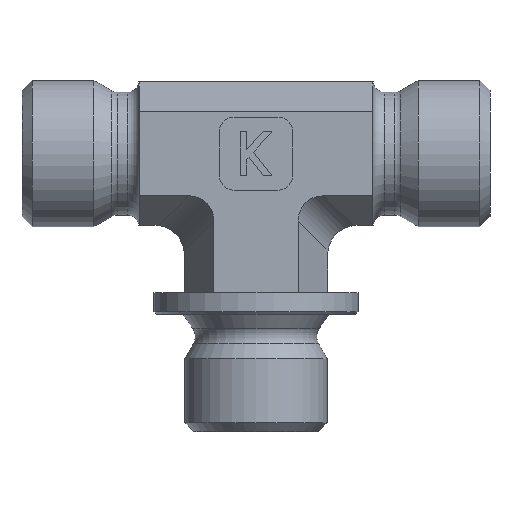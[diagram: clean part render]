
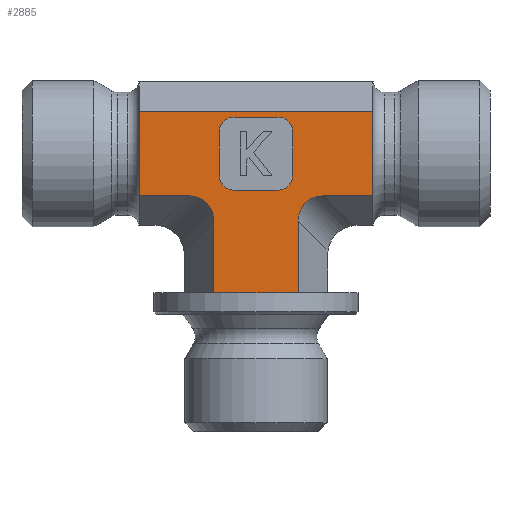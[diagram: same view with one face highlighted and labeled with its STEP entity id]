
A CAD part, left-side view. The second image highlights one B-rep face of the part: STEP entity #2885.
In plain terms, the highlighted planar face has unit normal (-1, 0, 0).
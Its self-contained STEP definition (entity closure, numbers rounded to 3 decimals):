
#404=CARTESIAN_POINT('',(-24.885,17.544,9.5));
#405=VERTEX_POINT('',#404);
#750=CARTESIAN_POINT('',(-24.885,17.544,12.387));
#751=VERTEX_POINT('',#750);
#759=CARTESIAN_POINT('',(-24.885,17.544,12.387));
#760=DIRECTION('',(0.0,0.0,-1.0));
#761=VECTOR('',#760,2.887);
#762=LINE('',#759,#761);
#763=EDGE_CURVE('',#751,#405,#762,.T.);
#773=CARTESIAN_POINT('',(-24.885,17.544,6.613));
#774=VERTEX_POINT('',#773);
#781=CARTESIAN_POINT('',(-24.885,17.544,9.5));
#782=DIRECTION('',(0.0,0.0,-1.0));
#783=VECTOR('',#782,2.887);
#784=LINE('',#781,#783);
#785=EDGE_CURVE('',#405,#774,#784,.T.);
#1104=CARTESIAN_POINT('',(-24.885,1.544,12.387));
#1105=VERTEX_POINT('',#1104);
#1106=CARTESIAN_POINT('',(-24.885,17.544,12.387));
#1107=DIRECTION('',(0.0,-1.0,0.0));
#1108=VECTOR('',#1107,16.0);
#1109=LINE('',#1106,#1108);
#1110=EDGE_CURVE('',#751,#1105,#1109,.T.);
#1334=CARTESIAN_POINT('',(-24.885,1.544,9.5));
#1335=VERTEX_POINT('',#1334);
#1559=CARTESIAN_POINT('',(-24.885,1.544,6.613));
#1560=VERTEX_POINT('',#1559);
#1568=CARTESIAN_POINT('',(-24.885,1.544,6.613));
#1569=DIRECTION('',(0.0,0.0,1.0));
#1570=VECTOR('',#1569,2.887);
#1571=LINE('',#1568,#1570);
#1572=EDGE_CURVE('',#1560,#1335,#1571,.T.);
#1583=CARTESIAN_POINT('',(-24.885,1.544,9.5));
#1584=DIRECTION('',(0.0,0.0,1.0));
#1585=VECTOR('',#1584,2.887);
#1586=LINE('',#1583,#1585);
#1587=EDGE_CURVE('',#1335,#1105,#1586,.T.);
#1718=CARTESIAN_POINT('',(-24.885,4.925,6.613));
#1719=VERTEX_POINT('',#1718);
#1720=CARTESIAN_POINT('',(-24.885,4.925,6.613));
#1721=DIRECTION('',(0.0,-1.0,0.0));
#1722=VECTOR('',#1721,3.381);
#1723=LINE('',#1720,#1722);
#1724=EDGE_CURVE('',#1719,#1560,#1723,.T.);
#2233=CARTESIAN_POINT('',(-24.885,12.431,4.881));
#2234=VERTEX_POINT('',#2233);
#2235=CARTESIAN_POINT('',(-24.885,14.163,6.613));
#2236=VERTEX_POINT('',#2235);
#2237=CARTESIAN_POINT('',(-24.885,14.74,4.304));
#2238=DIRECTION('',(-1.0,0.0,0.0));
#2239=DIRECTION('',(0.0,-0.707,0.707));
#2240=AXIS2_PLACEMENT_3D('',#2237,#2238,#2239);
#2241=ELLIPSE('',#2240,2.582,2.0);
#2242=EDGE_CURVE('',#2234,#2236,#2241,.T.);
#2283=CARTESIAN_POINT('',(-24.885,14.163,6.613));
#2284=DIRECTION('',(0.0,1.0,0.0));
#2285=VECTOR('',#2284,3.381);
#2286=LINE('',#2283,#2285);
#2287=EDGE_CURVE('',#2236,#774,#2286,.T.);
#2309=CARTESIAN_POINT('',(-24.885,8.044,7.));
#2310=VERTEX_POINT('',#2309);
#2317=CARTESIAN_POINT('',(-24.885,7.044,8.));
#2318=VERTEX_POINT('',#2317);
#2319=CARTESIAN_POINT('',(-24.885,8.044,8.));
#2320=DIRECTION('',(-1.0,0.0,0.0));
#2321=DIRECTION('',(0.0,-0.707,-0.707));
#2322=AXIS2_PLACEMENT_3D('',#2319,#2320,#2321);
#2323=CIRCLE('',#2322,1.0);
#2324=EDGE_CURVE('',#2310,#2318,#2323,.T.);
#2349=CARTESIAN_POINT('',(-24.885,11.044,7.));
#2350=VERTEX_POINT('',#2349);
#2357=CARTESIAN_POINT('',(-24.885,8.044,7.));
#2358=DIRECTION('',(0.0,1.0,0.0));
#2359=VECTOR('',#2358,3.0);
#2360=LINE('',#2357,#2359);
#2361=EDGE_CURVE('',#2310,#2350,#2360,.T.);
#2380=CARTESIAN_POINT('',(-24.885,12.044,8.));
#2381=VERTEX_POINT('',#2380);
#2388=CARTESIAN_POINT('',(-24.885,11.044,8.));
#2389=DIRECTION('',(-1.0,0.0,0.0));
#2390=DIRECTION('',(0.0,0.707,-0.707));
#2391=AXIS2_PLACEMENT_3D('',#2388,#2389,#2390);
#2392=CIRCLE('',#2391,1.0);
#2393=EDGE_CURVE('',#2381,#2350,#2392,.T.);
#2413=CARTESIAN_POINT('',(-24.885,12.044,11.));
#2414=VERTEX_POINT('',#2413);
#2421=CARTESIAN_POINT('',(-24.885,12.044,8.));
#2422=DIRECTION('',(0.0,0.0,1.0));
#2423=VECTOR('',#2422,3.);
#2424=LINE('',#2421,#2423);
#2425=EDGE_CURVE('',#2381,#2414,#2424,.T.);
#2444=CARTESIAN_POINT('',(-24.885,11.044,12.));
#2445=VERTEX_POINT('',#2444);
#2452=CARTESIAN_POINT('',(-24.885,11.044,11.));
#2453=DIRECTION('',(-1.0,0.0,0.0));
#2454=DIRECTION('',(0.0,0.707,0.707));
#2455=AXIS2_PLACEMENT_3D('',#2452,#2453,#2454);
#2456=CIRCLE('',#2455,1.0);
#2457=EDGE_CURVE('',#2445,#2414,#2456,.T.);
#2477=CARTESIAN_POINT('',(-24.885,8.044,12.));
#2478=VERTEX_POINT('',#2477);
#2485=CARTESIAN_POINT('',(-24.885,11.044,12.));
#2486=DIRECTION('',(0.0,-1.0,0.0));
#2487=VECTOR('',#2486,3.0);
#2488=LINE('',#2485,#2487);
#2489=EDGE_CURVE('',#2445,#2478,#2488,.T.);
#2508=CARTESIAN_POINT('',(-24.885,7.044,11.));
#2509=VERTEX_POINT('',#2508);
#2516=CARTESIAN_POINT('',(-24.885,8.044,11.));
#2517=DIRECTION('',(-1.0,0.0,0.0));
#2518=DIRECTION('',(0.0,-0.707,0.707));
#2519=AXIS2_PLACEMENT_3D('',#2516,#2517,#2518);
#2520=CIRCLE('',#2519,1.0);
#2521=EDGE_CURVE('',#2509,#2478,#2520,.T.);
#2568=CARTESIAN_POINT('',(-24.885,7.044,11.));
#2569=DIRECTION('',(0.0,0.0,-1.0));
#2570=VECTOR('',#2569,3.);
#2571=LINE('',#2568,#2570);
#2572=EDGE_CURVE('',#2509,#2318,#2571,.T.);
#2589=CARTESIAN_POINT('',(-24.885,12.431,0.0));
#2590=VERTEX_POINT('',#2589);
#2628=CARTESIAN_POINT('',(-24.885,6.657,0.0));
#2629=VERTEX_POINT('',#2628);
#2636=CARTESIAN_POINT('',(-24.885,12.431,0.0));
#2637=DIRECTION('',(0.0,-1.0,0.0));
#2638=VECTOR('',#2637,5.774);
#2639=LINE('',#2636,#2638);
#2640=EDGE_CURVE('',#2590,#2629,#2639,.T.);
#2669=CARTESIAN_POINT('',(-24.885,12.431,0.0));
#2670=DIRECTION('',(0.0,0.0,1.0));
#2671=VECTOR('',#2670,4.881);
#2672=LINE('',#2669,#2671);
#2673=EDGE_CURVE('',#2590,#2234,#2672,.T.);
#2784=CARTESIAN_POINT('',(-24.885,6.657,4.881));
#2785=VERTEX_POINT('',#2784);
#2786=CARTESIAN_POINT('',(-24.885,4.348,4.304));
#2787=DIRECTION('',(-1.0,0.0,0.0));
#2788=DIRECTION('',(0.0,0.707,0.707));
#2789=AXIS2_PLACEMENT_3D('',#2786,#2787,#2788);
#2790=ELLIPSE('',#2789,2.582,2.0);
#2791=EDGE_CURVE('',#1719,#2785,#2790,.T.);
#2844=CARTESIAN_POINT('',(-24.885,6.657,0.0));
#2845=DIRECTION('',(0.0,0.0,1.0));
#2846=VECTOR('',#2845,4.881);
#2847=LINE('',#2844,#2846);
#2848=EDGE_CURVE('',#2629,#2785,#2847,.T.);
#2856=CARTESIAN_POINT('',(-24.885,6.657,0.0));
#2857=DIRECTION('',(-1.0,0.0,0.0));
#2858=DIRECTION('',(0.0,0.0,1.0));
#2859=AXIS2_PLACEMENT_3D('',#2856,#2857,#2858);
#2860=PLANE('',#2859);
#2861=ORIENTED_EDGE('',*,*,#785,.T.);
#2862=ORIENTED_EDGE('',*,*,#2287,.F.);
#2863=ORIENTED_EDGE('',*,*,#2242,.F.);
#2864=ORIENTED_EDGE('',*,*,#2673,.F.);
#2865=ORIENTED_EDGE('',*,*,#2640,.T.);
#2866=ORIENTED_EDGE('',*,*,#2848,.T.);
#2867=ORIENTED_EDGE('',*,*,#2791,.F.);
#2868=ORIENTED_EDGE('',*,*,#1724,.T.);
#2869=ORIENTED_EDGE('',*,*,#1572,.T.);
#2870=ORIENTED_EDGE('',*,*,#1587,.T.);
#2871=ORIENTED_EDGE('',*,*,#1110,.F.);
#2872=ORIENTED_EDGE('',*,*,#763,.T.);
#2873=EDGE_LOOP('',(#2861,#2862,#2863,#2864,#2865,#2866,#2867,#2868,#2869,#2870,#2871,#2872));
#2874=FACE_OUTER_BOUND('',#2873,.T.);
#2875=ORIENTED_EDGE('',*,*,#2489,.T.);
#2876=ORIENTED_EDGE('',*,*,#2521,.F.);
#2877=ORIENTED_EDGE('',*,*,#2572,.T.);
#2878=ORIENTED_EDGE('',*,*,#2324,.F.);
#2879=ORIENTED_EDGE('',*,*,#2361,.T.);
#2880=ORIENTED_EDGE('',*,*,#2393,.F.);
#2881=ORIENTED_EDGE('',*,*,#2425,.T.);
#2882=ORIENTED_EDGE('',*,*,#2457,.F.);
#2883=EDGE_LOOP('',(#2875,#2876,#2877,#2878,#2879,#2880,#2881,#2882));
#2884=FACE_BOUND('',#2883,.T.);
#2885=ADVANCED_FACE('',(#2874,#2884),#2860,.T.);
